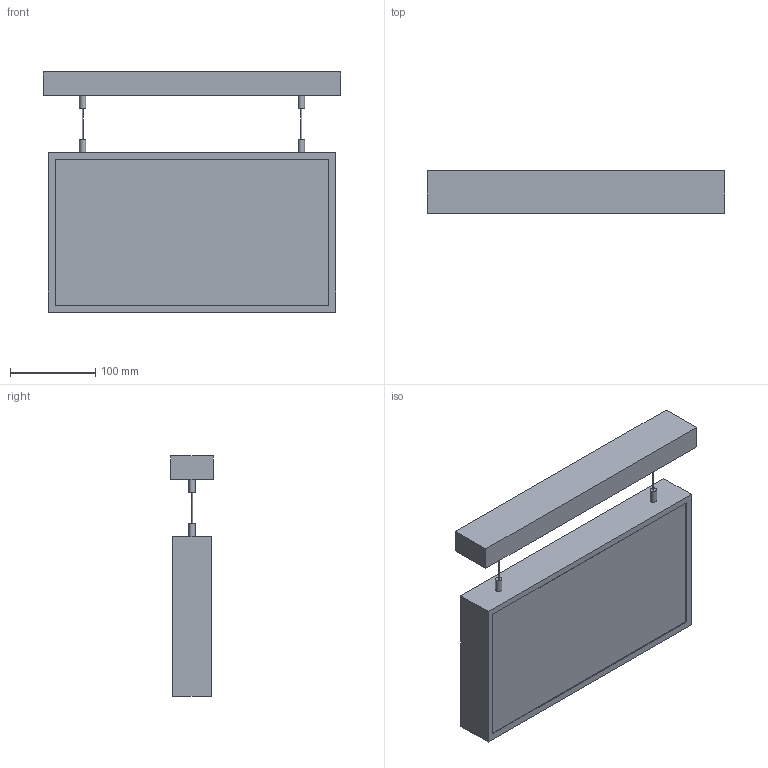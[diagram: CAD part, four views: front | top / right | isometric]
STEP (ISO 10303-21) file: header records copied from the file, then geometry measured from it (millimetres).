
FILE_DESCRIPTION(/* description */ ('Unknown','CAx-IF Rec.Pracs.---Representation and Presentation of Product Manufacturing Information (PMI)---4.0---2014-10-13','CAx-IF Rec.Pracs.---3D Tessellated Geometry---0.4---2014-09-14','2;1'),/* implementation_level */ '2;1');
FILE_NAME(/* name */ 'SNP 7235 S',/* time_stamp */ '2020-08-19T15:42:24+02:00',/* author */ ('Unknown'),/* organization */ ('Unknown'),/* preprocessor_version */ 'ST-DEVELOPER v16.7',/* originating_system */ 'Solid Edge',/* authorisation */ 'Unknown');
FILE_SCHEMA (('AP242_MANAGED_MODEL_BASED_3D_ENGINEERING_MIM_LF { 1 0 10303 442 1 1 4 }'));
Length unit declared in the file: millimetre
Products named in the file (1): SNP 7235 S
Bounding box: 348 x 50 x 281.1 mm (x, y, z)
Volume: 3207984 mm3; surface area: 233491.1 mm2
Topology: 1 solids, 1 shells, 32 faces, 67 edges, 45 vertices
Faces by surface type: plane 26, cylinder 6
Full cylindrical faces by diameter (mm): 1.2 x2, 7.5 x4
Entity records: 838 total; most frequent: DIRECTION 138, CARTESIAN_POINT 137, ORIENTED_EDGE 120, EDGE_CURVE 60, LINE 48, VECTOR 48, EDGE_LOOP 48, FACE_BOUND 48
